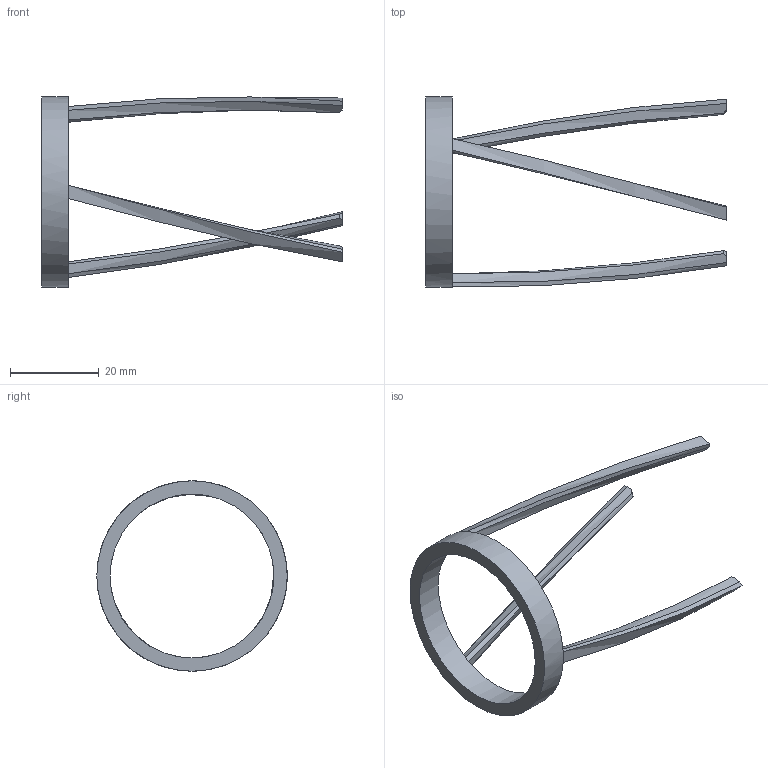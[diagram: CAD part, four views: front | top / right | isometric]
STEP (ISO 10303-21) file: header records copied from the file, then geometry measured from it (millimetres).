
FILE_DESCRIPTION(('FreeCAD Model'),'2;1');
FILE_NAME('Open CASCADE Shape Model','2023-02-20T21:04:12',(''),(''), 'Open CASCADE STEP processor 7.6','FreeCAD','Unknown');
FILE_SCHEMA(('AUTOMOTIVE_DESIGN { 1 0 10303 214 1 1 1 1 }'));
Length unit declared in the file: millimetre
Products named in the file (1): лопасти в барабане
Bounding box: 67.89 x 43 x 43 mm (x, y, z)
Volume: 3543.9 mm3; surface area: 4219.7 mm2
Topology: 1 solids, 1 shells, 36 faces, 81 edges, 46 vertices
Faces by surface type: bspline 21, plane 13, cylinder 2
Full cylindrical faces by diameter (mm): 37 x1, 43 x1
Entity records: 2552 total; most frequent: CARTESIAN_POINT 1049, DIRECTION 213, ORIENTED_EDGE 162, PCURVE 162, DEFINITIONAL_REPRESENTATION 162, LINE 133, VECTOR 133, EDGE_CURVE 81
